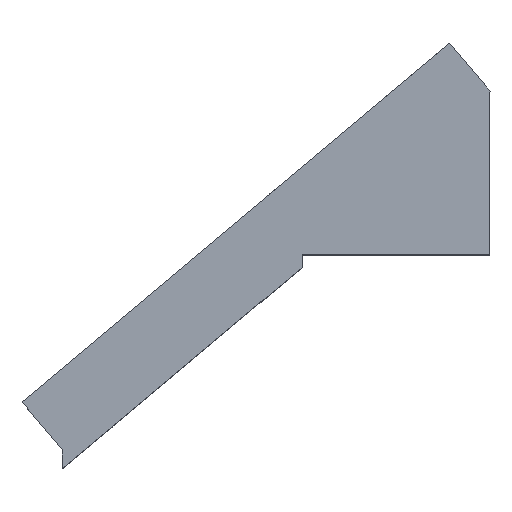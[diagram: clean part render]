
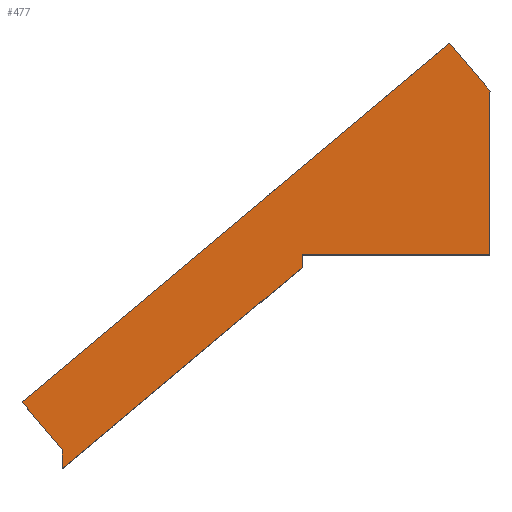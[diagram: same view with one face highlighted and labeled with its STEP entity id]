
A CAD part, top view. The second image highlights one B-rep face of the part: STEP entity #477.
In plain terms, the highlighted planar face has unit normal (0, 0, 1).
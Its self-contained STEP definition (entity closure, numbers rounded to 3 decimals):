
#54=PLANE('',#532);
#77=FACE_OUTER_BOUND('',#114,.T.);
#114=EDGE_LOOP('',(#440,#441,#442,#443,#444,#445,#446,#447));
#125=LINE('',#693,#169);
#143=LINE('',#787,#187);
#145=LINE('',#790,#189);
#150=LINE('',#809,#194);
#152=LINE('',#813,#196);
#154=LINE('',#817,#198);
#156=LINE('',#821,#200);
#158=LINE('',#824,#202);
#169=VECTOR('',#561,10.);
#187=VECTOR('',#615,10.);
#189=VECTOR('',#619,10.);
#194=VECTOR('',#642,10.);
#196=VECTOR('',#646,10.);
#198=VECTOR('',#650,10.);
#200=VECTOR('',#654,10.);
#202=VECTOR('',#658,10.);
#222=VERTEX_POINT('',#686);
#225=VERTEX_POINT('',#691);
#246=VERTEX_POINT('',#784);
#247=VERTEX_POINT('',#786);
#252=VERTEX_POINT('',#808);
#253=VERTEX_POINT('',#812);
#254=VERTEX_POINT('',#816);
#255=VERTEX_POINT('',#820);
#270=EDGE_CURVE('',#222,#225,#125,.T.);
#300=EDGE_CURVE('',#246,#247,#143,.T.);
#302=EDGE_CURVE('',#247,#225,#145,.T.);
#311=EDGE_CURVE('',#246,#252,#150,.T.);
#313=EDGE_CURVE('',#252,#253,#152,.T.);
#315=EDGE_CURVE('',#254,#253,#154,.T.);
#317=EDGE_CURVE('',#255,#254,#156,.T.);
#319=EDGE_CURVE('',#255,#222,#158,.T.);
#440=ORIENTED_EDGE('',*,*,#319,.T.);
#441=ORIENTED_EDGE('',*,*,#270,.T.);
#442=ORIENTED_EDGE('',*,*,#302,.F.);
#443=ORIENTED_EDGE('',*,*,#300,.F.);
#444=ORIENTED_EDGE('',*,*,#311,.T.);
#445=ORIENTED_EDGE('',*,*,#313,.T.);
#446=ORIENTED_EDGE('',*,*,#315,.F.);
#447=ORIENTED_EDGE('',*,*,#317,.F.);
#477=ADVANCED_FACE('',(#77),#54,.T.);
#532=AXIS2_PLACEMENT_3D('',#825,#659,#660);
#561=DIRECTION('',(-0.643,0.766,0.));
#615=DIRECTION('',(-0.643,0.766,0.));
#619=DIRECTION('',(0.766,0.643,0.));
#642=DIRECTION('',(0.,-1.,0.));
#646=DIRECTION('',(0.766,0.643,0.));
#650=DIRECTION('',(0.,-1.,0.));
#654=DIRECTION('',(-1.,0.,0.));
#658=DIRECTION('',(0.,1.,0.));
#659=DIRECTION('center_axis',(0.,0.,
1.));
#660=DIRECTION('ref_axis',(1.,0.,0.));
#686=CARTESIAN_POINT('',(48.835,147.818,-12.265));
#691=CARTESIAN_POINT('',(35.983,163.142,-12.265));
#693=CARTESIAN_POINT('',(48.835,147.818,-12.265));
#784=CARTESIAN_POINT('',(-87.787,33.242,-12.265));
#786=CARTESIAN_POINT('',(-100.639,48.567,-12.265));
#787=CARTESIAN_POINT('',(-87.787,33.242,-12.265));
#790=CARTESIAN_POINT('',(-100.639,48.567,-12.265));
#808=CARTESIAN_POINT('',(-87.787,27.242,-12.265));
#809=CARTESIAN_POINT('',(-87.787,31.242,-12.265));
#812=CARTESIAN_POINT('',(-11.165,91.5,-12.265));
#813=CARTESIAN_POINT('',(-87.787,27.242,-12.265));
#816=CARTESIAN_POINT('',(-11.165,95.5,-12.265));
#817=CARTESIAN_POINT('',(-11.165,95.5,-12.265));
#820=CARTESIAN_POINT('',(48.835,95.5,-12.265));
#821=CARTESIAN_POINT('',(48.835,95.5,-12.265));
#824=CARTESIAN_POINT('',(48.835,128.291,-12.265));
#825=CARTESIAN_POINT('Origin',(-19.476,87.53,-12.265));
